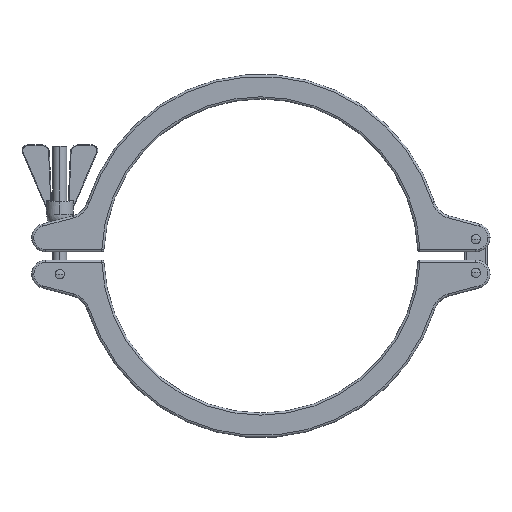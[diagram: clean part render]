
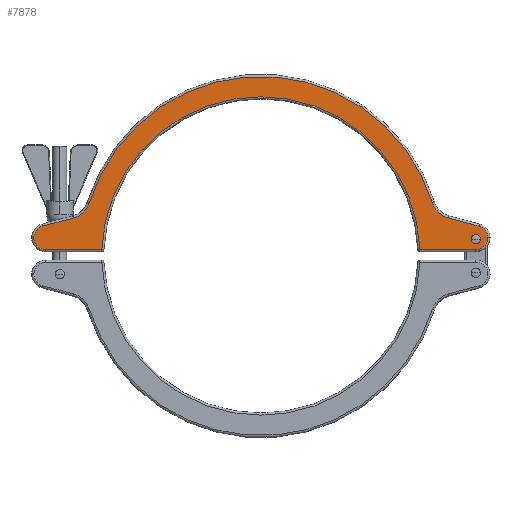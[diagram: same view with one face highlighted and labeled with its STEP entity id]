
A CAD part, top view. The second image highlights one B-rep face of the part: STEP entity #7878.
In plain terms, the highlighted planar face has unit normal (0, 0, 1).
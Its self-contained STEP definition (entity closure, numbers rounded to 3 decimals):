
#31 = EDGE_CURVE ( 'NONE', #1785, #10844, #10170, .T. ) ;
#391 = EDGE_CURVE ( 'NONE', #4632, #1854, #4205, .T. ) ;
#639 = CARTESIAN_POINT ( 'NONE',  ( -113.161, 4.5, 12. ) ) ;
#718 = DIRECTION ( 'NONE',  ( 1., 0., 0. ) ) ;
#1048 = CARTESIAN_POINT ( 'NONE',  ( 0., 0., 12. ) ) ;
#1172 = DIRECTION ( 'NONE',  ( 1., 0., 0. ) ) ;
#1186 = CIRCLE ( 'NONE', #9246, 113.25 ) ;
#1250 = CARTESIAN_POINT ( 'NONE',  ( 113.161, 4.5, 12. ) ) ;
#1287 = DIRECTION ( 'NONE',  ( 0., 0., -1. ) ) ;
#1673 = ORIENTED_EDGE ( 'NONE', *, *, #2477, .T. ) ;
#1768 = LINE ( 'NONE', #13923, #7726 ) ;
#1785 = VERTEX_POINT ( 'NONE', #3565 ) ;
#1854 = VERTEX_POINT ( 'NONE', #3884 ) ;
#1904 = DIRECTION ( 'NONE',  ( 0., 0., 1. ) ) ;
#2012 = VERTEX_POINT ( 'NONE', #13038 ) ;
#2093 = ORIENTED_EDGE ( 'NONE', *, *, #12919, .F. ) ;
#2261 = PLANE ( 'NONE',  #8766 ) ;
#2274 = CARTESIAN_POINT ( 'NONE',  ( 149.7, 12., 12. ) ) ;
#2309 = CARTESIAN_POINT ( 'NONE',  ( -153., 13., 12. ) ) ;
#2322 = CARTESIAN_POINT ( 'NONE',  ( -137.697, 42.982, 12. ) ) ;
#2326 = CARTESIAN_POINT ( 'NONE',  ( -153., 4.5, 12. ) ) ;
#2456 = EDGE_CURVE ( 'NONE', #4348, #10218, #7329, .T. ) ;
#2477 = EDGE_CURVE ( 'NONE', #10826, #11825, #15665, .T. ) ;
#2890 = CARTESIAN_POINT ( 'NONE',  ( 137.697, 42.982, 12. ) ) ;
#3256 = CIRCLE ( 'NONE', #3776, 16.5 ) ;
#3344 = DIRECTION ( 'NONE',  ( -0.966, 0.259, 0. ) ) ;
#3565 = CARTESIAN_POINT ( 'NONE',  ( -121.947, 38.066, 12. ) ) ;
#3776 = AXIS2_PLACEMENT_3D ( 'NONE', #2890, #1287, #9390 ) ;
#3884 = CARTESIAN_POINT ( 'NONE',  ( 155.2, 21.21, 12. ) ) ;
#4168 = CARTESIAN_POINT ( 'NONE',  ( 153., 13., 12. ) ) ;
#4199 = EDGE_LOOP ( 'NONE', ( #15944, #2093 ) ) ;
#4205 = CIRCLE ( 'NONE', #9668, 8.5 ) ;
#4348 = VERTEX_POINT ( 'NONE', #2274 ) ;
#4376 = EDGE_CURVE ( 'NONE', #11609, #7197, #1186, .T. ) ;
#4385 = CARTESIAN_POINT ( 'NONE',  ( 156.3, 12., 12. ) ) ;
#4529 = DIRECTION ( 'NONE',  ( 0., 0., -1. ) ) ;
#4632 = VERTEX_POINT ( 'NONE', #14252 ) ;
#4994 = FACE_OUTER_BOUND ( 'NONE', #9200, .T. ) ;
#5214 = ORIENTED_EDGE ( 'NONE', *, *, #7392, .T. ) ;
#5467 = ORIENTED_EDGE ( 'NONE', *, *, #6629, .T. ) ;
#5564 = ORIENTED_EDGE ( 'NONE', *, *, #9297, .T. ) ;
#5782 = CARTESIAN_POINT ( 'NONE',  ( 153., 12., 12. ) ) ;
#6144 = DIRECTION ( 'NONE',  ( 1., 0., 0. ) ) ;
#6159 = AXIS2_PLACEMENT_3D ( 'NONE', #8055, #10711, #9501 ) ;
#6213 = DIRECTION ( 'NONE',  ( 0., 0., -1. ) ) ;
#6274 = CARTESIAN_POINT ( 'NONE',  ( 153., 12., 12. ) ) ;
#6615 = CARTESIAN_POINT ( 'NONE',  ( 133.427, 27.044, 12. ) ) ;
#6629 = EDGE_CURVE ( 'NONE', #2012, #4632, #13409, .T. ) ;
#6698 = ORIENTED_EDGE ( 'NONE', *, *, #31, .T. ) ;
#6770 = CARTESIAN_POINT ( 'NONE',  ( 0., 0., 12. ) ) ;
#6843 = VERTEX_POINT ( 'NONE', #12566 ) ;
#6959 = VECTOR ( 'NONE', #718, 1000. ) ;
#7016 = LINE ( 'NONE', #15801, #14993 ) ;
#7175 = DIRECTION ( 'NONE',  ( 0., 0., 1. ) ) ;
#7197 = VERTEX_POINT ( 'NONE', #1250 ) ;
#7262 = DIRECTION ( 'NONE',  ( 1., 0., 0. ) ) ;
#7273 = DIRECTION ( 'NONE',  ( 1., 0., 0. ) ) ;
#7307 = AXIS2_PLACEMENT_3D ( 'NONE', #2322, #6213, #7273 ) ;
#7329 = CIRCLE ( 'NONE', #10225, 3.3 ) ;
#7392 = EDGE_CURVE ( 'NONE', #1854, #12760, #11957, .T. ) ;
#7726 = VECTOR ( 'NONE', #15152, 1000. ) ;
#7878 = ADVANCED_FACE ( 'NONE', ( #4994, #13531 ), #2261, .T. ) ;
#8055 = CARTESIAN_POINT ( 'NONE',  ( 153., 13., 12. ) ) ;
#8343 = DIRECTION ( 'NONE',  ( -0.966, -0.259, 0. ) ) ;
#8418 = DIRECTION ( 'NONE',  ( 1., 0., 0. ) ) ;
#8537 = EDGE_CURVE ( 'NONE', #6843, #1785, #13924, .T. ) ;
#8766 = AXIS2_PLACEMENT_3D ( 'NONE', #1048, #11114, #6144 ) ;
#8852 = CARTESIAN_POINT ( 'NONE',  ( -155.2, 21.21, 12. ) ) ;
#8981 = AXIS2_PLACEMENT_3D ( 'NONE', #5782, #12142, #8418 ) ;
#9200 = EDGE_LOOP ( 'NONE', ( #15891, #15219, #5564, #5467, #11282, #5214, #13857, #11438, #6698, #10967, #1673 ) ) ;
#9246 = AXIS2_PLACEMENT_3D ( 'NONE', #10813, #4529, #12022 ) ;
#9297 = EDGE_CURVE ( 'NONE', #7197, #2012, #15485, .T. ) ;
#9364 = CARTESIAN_POINT ( 'NONE',  ( 133.427, 27.044, 12. ) ) ;
#9390 = DIRECTION ( 'NONE',  ( 1., 0., 0. ) ) ;
#9501 = DIRECTION ( 'NONE',  ( 1., 0., 0. ) ) ;
#9668 = AXIS2_PLACEMENT_3D ( 'NONE', #4168, #12772, #12856 ) ;
#10170 = CIRCLE ( 'NONE', #7307, 16.5 ) ;
#10218 = VERTEX_POINT ( 'NONE', #4385 ) ;
#10225 = AXIS2_PLACEMENT_3D ( 'NONE', #6274, #7175, #1172 ) ;
#10711 = DIRECTION ( 'NONE',  ( 0., 0., 1. ) ) ;
#10813 = CARTESIAN_POINT ( 'NONE',  ( 0., 0., 12. ) ) ;
#10826 = VERTEX_POINT ( 'NONE', #8852 ) ;
#10844 = VERTEX_POINT ( 'NONE', #15981 ) ;
#10926 = DIRECTION ( 'NONE',  ( 0., 0., 1. ) ) ;
#10967 = ORIENTED_EDGE ( 'NONE', *, *, #15705, .T. ) ;
#11114 = DIRECTION ( 'NONE',  ( 0., 0., 1. ) ) ;
#11282 = ORIENTED_EDGE ( 'NONE', *, *, #391, .T. ) ;
#11438 = ORIENTED_EDGE ( 'NONE', *, *, #8537, .T. ) ;
#11609 = VERTEX_POINT ( 'NONE', #639 ) ;
#11825 = VERTEX_POINT ( 'NONE', #2326 ) ;
#11957 = LINE ( 'NONE', #9364, #14211 ) ;
#12022 = DIRECTION ( 'NONE',  ( 1., 0., 0. ) ) ;
#12138 = AXIS2_PLACEMENT_3D ( 'NONE', #6770, #1904, #13017 ) ;
#12142 = DIRECTION ( 'NONE',  ( 0., 0., 1. ) ) ;
#12566 = CARTESIAN_POINT ( 'NONE',  ( 121.947, 38.066, 12. ) ) ;
#12718 = EDGE_CURVE ( 'NONE', #12760, #6843, #3256, .T. ) ;
#12760 = VERTEX_POINT ( 'NONE', #6615 ) ;
#12772 = DIRECTION ( 'NONE',  ( 0., 0., 1. ) ) ;
#12856 = DIRECTION ( 'NONE',  ( 1., 0., 0. ) ) ;
#12919 = EDGE_CURVE ( 'NONE', #10218, #4348, #15452, .T. ) ;
#12965 = CARTESIAN_POINT ( 'NONE',  ( 153., 4.5, 12. ) ) ;
#13017 = DIRECTION ( 'NONE',  ( 1., 0., 0. ) ) ;
#13038 = CARTESIAN_POINT ( 'NONE',  ( 153., 4.5, 12. ) ) ;
#13409 = CIRCLE ( 'NONE', #6159, 8.5 ) ;
#13531 = FACE_BOUND ( 'NONE', #4199, .T. ) ;
#13857 = ORIENTED_EDGE ( 'NONE', *, *, #12718, .T. ) ;
#13923 = CARTESIAN_POINT ( 'NONE',  ( -111.71, 4.5, 12. ) ) ;
#13924 = CIRCLE ( 'NONE', #12138, 127.75 ) ;
#14211 = VECTOR ( 'NONE', #3344, 1000. ) ;
#14252 = CARTESIAN_POINT ( 'NONE',  ( 161.5, 13., 12. ) ) ;
#14993 = VECTOR ( 'NONE', #8343, 1000. ) ;
#15142 = AXIS2_PLACEMENT_3D ( 'NONE', #2309, #10926, #7262 ) ;
#15152 = DIRECTION ( 'NONE',  ( 1., 0., 0. ) ) ;
#15180 = EDGE_CURVE ( 'NONE', #11825, #11609, #1768, .T. ) ;
#15219 = ORIENTED_EDGE ( 'NONE', *, *, #4376, .T. ) ;
#15452 = CIRCLE ( 'NONE', #8981, 3.3 ) ;
#15485 = LINE ( 'NONE', #12965, #6959 ) ;
#15665 = CIRCLE ( 'NONE', #15142, 8.5 ) ;
#15705 = EDGE_CURVE ( 'NONE', #10844, #10826, #7016, .T. ) ;
#15801 = CARTESIAN_POINT ( 'NONE',  ( -155.2, 21.21, 12. ) ) ;
#15891 = ORIENTED_EDGE ( 'NONE', *, *, #15180, .T. ) ;
#15944 = ORIENTED_EDGE ( 'NONE', *, *, #2456, .F. ) ;
#15981 = CARTESIAN_POINT ( 'NONE',  ( -133.427, 27.044, 12. ) ) ;
